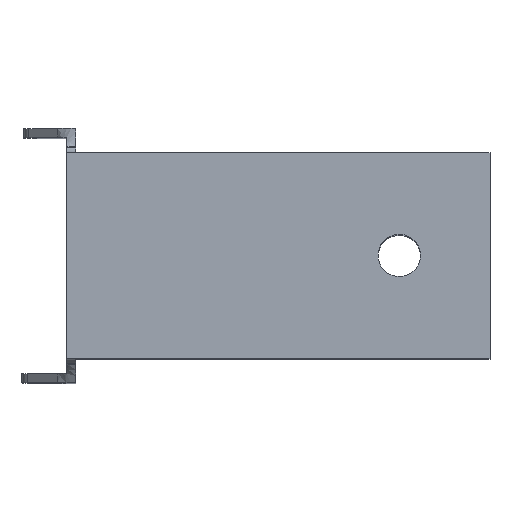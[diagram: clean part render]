
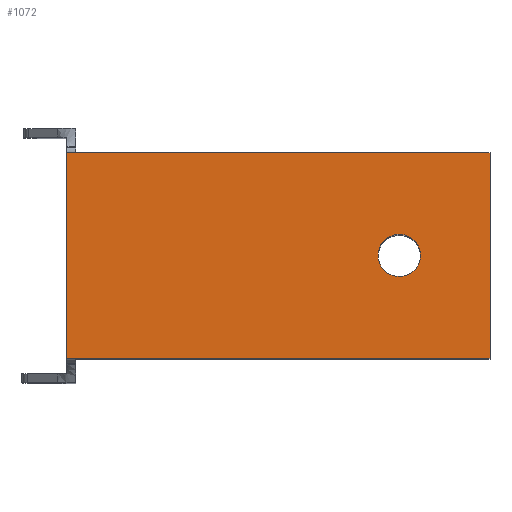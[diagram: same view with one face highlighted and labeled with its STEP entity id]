
A CAD part, top view. The second image highlights one B-rep face of the part: STEP entity #1072.
In plain terms, the highlighted planar face has unit normal (0, 0, 1).
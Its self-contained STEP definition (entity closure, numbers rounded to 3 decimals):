
#34=FACE_BOUND('',#168,.T.);
#72=CIRCLE('',#1154,3.5);
#113=FACE_OUTER_BOUND('',#167,.T.);
#167=EDGE_LOOP('',(#904,#905,#906,#907,#908,#909));
#168=EDGE_LOOP('',(#910));
#214=LINE('',#1596,#325);
#230=LINE('',#1656,#341);
#238=LINE('',#1692,#349);
#272=LINE('',#2309,#383);
#273=LINE('',#2312,#384);
#285=LINE('',#2839,#396);
#325=VECTOR('',#1238,10.);
#341=VECTOR('',#1272,10.);
#349=VECTOR('',#1290,10.);
#383=VECTOR('',#1372,10.);
#384=VECTOR('',#1375,2.16);
#396=VECTOR('',#1397,10.);
#451=VERTEX_POINT('',#1593);
#452=VERTEX_POINT('',#1595);
#470=VERTEX_POINT('',#1653);
#471=VERTEX_POINT('',#1655);
#478=VERTEX_POINT('',#1691);
#495=VERTEX_POINT('',#2305);
#496=VERTEX_POINT('',#2311);
#556=EDGE_CURVE('',#452,#451,#214,.T.);
#579=EDGE_CURVE('',#470,#471,#230,.T.);
#591=EDGE_CURVE('',#478,#452,#238,.T.);
#633=EDGE_CURVE('',#495,#495,#72,.T.);
#634=EDGE_CURVE('',#470,#478,#272,.T.);
#635=EDGE_CURVE('',#471,#496,#273,.T.);
#647=EDGE_CURVE('',#451,#496,#285,.T.);
#904=ORIENTED_EDGE('',*,*,#591,.T.);
#905=ORIENTED_EDGE('',*,*,#556,.T.);
#906=ORIENTED_EDGE('',*,*,#647,.T.);
#907=ORIENTED_EDGE('',*,*,#635,.F.);
#908=ORIENTED_EDGE('',*,*,#579,.F.);
#909=ORIENTED_EDGE('',*,*,#634,.T.);
#910=ORIENTED_EDGE('',*,*,#633,.T.);
#974=PLANE('',#1162);
#1072=ADVANCED_FACE('',(#113,#34),#974,.F.);
#1154=AXIS2_PLACEMENT_3D('',#2307,#1368,#1369);
#1162=AXIS2_PLACEMENT_3D('',#2841,#1399,#1400);
#1238=DIRECTION('',(0.,-1.,0.));
#1272=DIRECTION('',(0.,-1.,0.));
#1290=DIRECTION('',(-1.,0.,0.));
#1368=DIRECTION('center_axis',(0.,0.,
-1.));
#1369=DIRECTION('ref_axis',(1.,0.,0.));
#1372=DIRECTION('',(-1.,0.,0.));
#1375=DIRECTION('',(-1.,0.,0.));
#1397=DIRECTION('',(1.,0.,0.));
#1399=DIRECTION('center_axis',(0.,0.,
-1.));
#1400=DIRECTION('ref_axis',(-1.,0.,0.));
#1593=CARTESIAN_POINT('',(0.,10.,4.5));
#1595=CARTESIAN_POINT('',(0.,44.,4.5));
#1596=CARTESIAN_POINT('',(0.,27.,4.5));
#1653=CARTESIAN_POINT('',(70.,44.,4.5));
#1655=CARTESIAN_POINT('',(70.,10.,4.5));
#1656=CARTESIAN_POINT('',(70.,44.,4.5));
#1691=CARTESIAN_POINT('',(3.,44.,4.5));
#1692=CARTESIAN_POINT('',(18.902,44.,4.5));
#2305=CARTESIAN_POINT('',(51.5,27.,4.5));
#2307=CARTESIAN_POINT('Origin',(55.,27.,4.5));
#2309=CARTESIAN_POINT('',(18.902,44.,4.5));
#2311=CARTESIAN_POINT('',(3.,10.,4.5));
#2312=CARTESIAN_POINT('',(-3.786,10.,4.5));
#2839=CARTESIAN_POINT('',(18.902,10.,4.5));
#2841=CARTESIAN_POINT('Origin',(34.804,27.,4.5));
